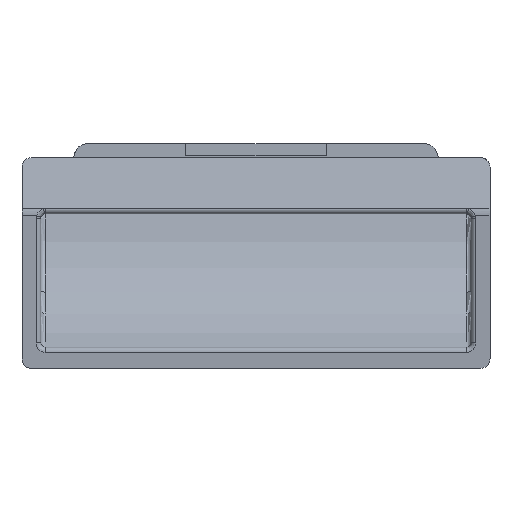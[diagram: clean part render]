
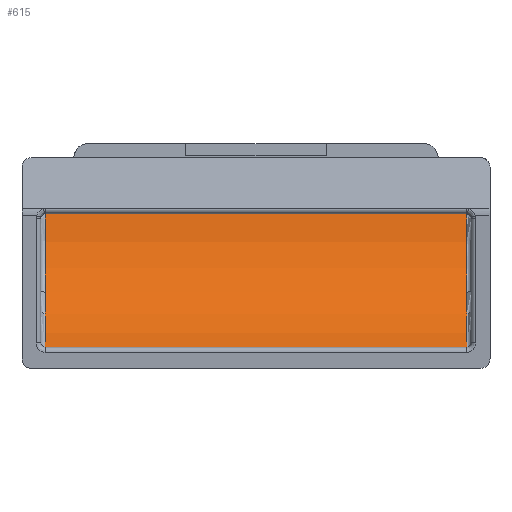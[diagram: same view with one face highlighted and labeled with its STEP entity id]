
A CAD part, front view. The second image highlights one B-rep face of the part: STEP entity #615.
In plain terms, the highlighted cylindrical face has radius 35.857 mm (diameter 71.714 mm), a partial arc.
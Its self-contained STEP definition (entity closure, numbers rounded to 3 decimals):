
#152 = DIRECTION ( 'NONE',  ( -1., 0., 0. ) ) ;
#235 = VECTOR ( 'NONE', #493, 1000. ) ;
#248 = CYLINDRICAL_SURFACE ( 'NONE', #2471, 35.857 ) ;
#434 = LINE ( 'NONE', #664, #1340 ) ;
#456 = VERTEX_POINT ( 'NONE', #2880 ) ;
#488 = VERTEX_POINT ( 'NONE', #2551 ) ;
#493 = DIRECTION ( 'NONE',  ( -1., 0., 0. ) ) ;
#528 = ORIENTED_EDGE ( 'NONE', *, *, #3260, .T. ) ;
#529 = CARTESIAN_POINT ( 'NONE',  ( -45., 0.021, -18.739 ) ) ;
#533 = CARTESIAN_POINT ( 'NONE',  ( 45., -16.115, 13.282 ) ) ;
#543 = FACE_OUTER_BOUND ( 'NONE', #2834, .T. ) ;
#615 = ADVANCED_FACE ( 'NONE', ( #543 ), #248, .F. ) ;
#664 = CARTESIAN_POINT ( 'NONE',  ( -954., 0.021, -18.739 ) ) ;
#743 = CARTESIAN_POINT ( 'NONE',  ( -954., -16.115, 13.282 ) ) ;
#834 = DIRECTION ( 'NONE',  ( 0., 0., 1. ) ) ;
#1042 = DIRECTION ( 'NONE',  ( 1., 0., 0. ) ) ;
#1065 = LINE ( 'NONE', #2638, #235 ) ;
#1129 = ORIENTED_EDGE ( 'NONE', *, *, #2443, .T. ) ;
#1232 = EDGE_CURVE ( 'NONE', #3204, #456, #2637, .T. ) ;
#1340 = VECTOR ( 'NONE', #2826, 1000. ) ;
#1675 = VERTEX_POINT ( 'NONE', #529 ) ;
#1817 = AXIS2_PLACEMENT_3D ( 'NONE', #533, #2677, #834 ) ;
#2007 = CARTESIAN_POINT ( 'NONE',  ( -45., -16.115, 13.282 ) ) ;
#2144 = ORIENTED_EDGE ( 'NONE', *, *, #3973, .T. ) ;
#2165 = ORIENTED_EDGE ( 'NONE', *, *, #1232, .T. ) ;
#2311 = DIRECTION ( 'NONE',  ( 0., 0., 1. ) ) ;
#2361 = AXIS2_PLACEMENT_3D ( 'NONE', #2007, #152, #2311 ) ;
#2443 = EDGE_CURVE ( 'NONE', #1675, #3204, #434, .T. ) ;
#2471 = AXIS2_PLACEMENT_3D ( 'NONE', #743, #1042, #2578 ) ;
#2488 = CIRCLE ( 'NONE', #2361, 35.857 ) ;
#2551 = CARTESIAN_POINT ( 'NONE',  ( -45., 19.567, 9.749 ) ) ;
#2578 = DIRECTION ( 'NONE',  ( 0., 0., -1. ) ) ;
#2637 = CIRCLE ( 'NONE', #1817, 35.857 ) ;
#2638 = CARTESIAN_POINT ( 'NONE',  ( -954., 19.567, 9.749 ) ) ;
#2677 = DIRECTION ( 'NONE',  ( 1., 0., 0. ) ) ;
#2826 = DIRECTION ( 'NONE',  ( 1., 0., 0. ) ) ;
#2834 = EDGE_LOOP ( 'NONE', ( #2165, #2144, #528, #1129 ) ) ;
#2880 = CARTESIAN_POINT ( 'NONE',  ( 45., 19.567, 9.749 ) ) ;
#3204 = VERTEX_POINT ( 'NONE', #3214 ) ;
#3214 = CARTESIAN_POINT ( 'NONE',  ( 45., 0.021, -18.739 ) ) ;
#3260 = EDGE_CURVE ( 'NONE', #488, #1675, #2488, .T. ) ;
#3973 = EDGE_CURVE ( 'NONE', #456, #488, #1065, .T. ) ;
